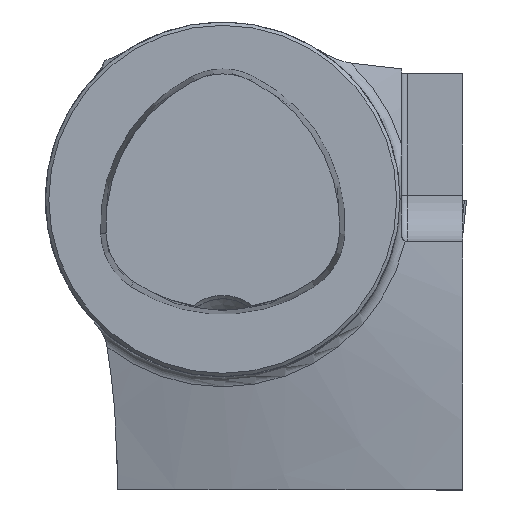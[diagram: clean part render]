
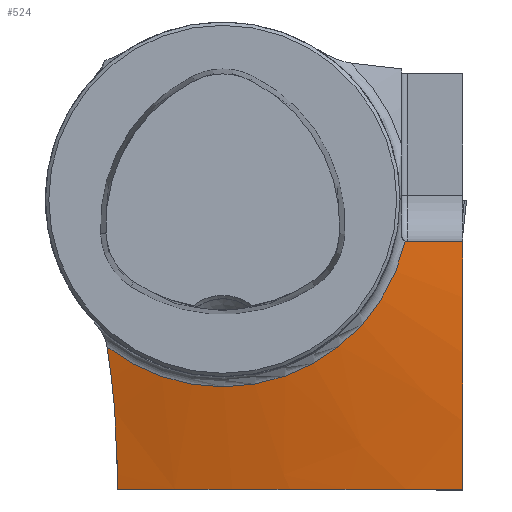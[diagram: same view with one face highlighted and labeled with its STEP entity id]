
A CAD part, top view. The second image highlights one B-rep face of the part: STEP entity #524.
In plain terms, the highlighted conical face has half-angle 75 degrees and reference radius 16 mm.
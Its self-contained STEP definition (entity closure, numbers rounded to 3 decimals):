
#146=CONICAL_SURFACE('',#1914,16.,75.);
#524=ADVANCED_FACE('FP_RR_SU1',(#624),#146,.T.);
#624=FACE_OUTER_BOUND('',#718,.T.);
#718=EDGE_LOOP('',(#902,#903,#904,#905,#906,#907,#908));
#823=B_SPLINE_CURVE_WITH_KNOTS('',3,(#2592,#2593,#2594,#2595),
 .UNSPECIFIED.,.F.,.F.,(4,4),(0.,1.),.UNSPECIFIED.);
#824=B_SPLINE_CURVE_WITH_KNOTS('',3,(#2628,#2629,#2630,#2631),
 .UNSPECIFIED.,.F.,.F.,(4,4),(0.,1.),.UNSPECIFIED.);
#825=B_SPLINE_CURVE_WITH_KNOTS('',3,(#2634,#2635,#2636,#2637,#2638,#2639),
 .UNSPECIFIED.,.F.,.F.,(4,2,4),(0.,0.5,1.),.UNSPECIFIED.);
#826=B_SPLINE_CURVE_WITH_KNOTS('',3,(#2640,#2641,#2642,#2643),
 .UNSPECIFIED.,.F.,.F.,(4,4),(0.,1.),.UNSPECIFIED.);
#827=B_SPLINE_CURVE_WITH_KNOTS('',3,(#2645,#2646,#2647,#2648),
 .UNSPECIFIED.,.F.,.F.,(4,4),(0.,1.),.UNSPECIFIED.);
#828=B_SPLINE_CURVE_WITH_KNOTS('',3,(#2649,#2650,#2651,#2652),
 .UNSPECIFIED.,.F.,.F.,(4,4),(0.,1.),.UNSPECIFIED.);
#902=ORIENTED_EDGE('',*,*,#1581,.F.);
#903=ORIENTED_EDGE('',*,*,#1582,.T.);
#904=ORIENTED_EDGE('',*,*,#1565,.T.);
#905=ORIENTED_EDGE('',*,*,#1583,.T.);
#906=ORIENTED_EDGE('',*,*,#1584,.F.);
#907=ORIENTED_EDGE('',*,*,#1553,.T.);
#908=ORIENTED_EDGE('',*,*,#1585,.F.);
#1384=VERTEX_POINT('',#2544);
#1385=VERTEX_POINT('',#2546);
#1396=VERTEX_POINT('',#2596);
#1397=VERTEX_POINT('',#2597);
#1412=VERTEX_POINT('',#2632);
#1413=VERTEX_POINT('',#2633);
#1414=VERTEX_POINT('',#2644);
#1553=EDGE_CURVE('',#1385,#1384,#1807,.T.);
#1565=EDGE_CURVE('',#1396,#1397,#823,.T.);
#1581=EDGE_CURVE('',#1412,#1413,#824,.T.);
#1582=EDGE_CURVE('',#1412,#1396,#825,.T.);
#1583=EDGE_CURVE('',#1397,#1414,#826,.T.);
#1584=EDGE_CURVE('',#1385,#1414,#827,.T.);
#1585=EDGE_CURVE('',#1413,#1384,#828,.T.);
#1807=CIRCLE('',#1908,16.889);
#1908=AXIS2_PLACEMENT_3D('',#2545,#2070,#2071);
#1914=AXIS2_PLACEMENT_3D('',#2653,#2103,#2104);
#2070=DIRECTION('',(0.,0.,-1.));
#2071=DIRECTION('',(1.,0.,0.));
#2103=DIRECTION('',(0.,0.,-1.));
#2104=DIRECTION('',(-1.,0.,0.));
#2544=CARTESIAN_POINT('',(-10.446,-13.271,-16.438));
#2545=CARTESIAN_POINT('',(0.,0.,-16.438));
#2546=CARTESIAN_POINT('',(16.465,-3.764,-16.438));
#2592=CARTESIAN_POINT('',(21.675,-26.127,-21.009));
#2593=CARTESIAN_POINT('',(21.675,-18.748,-19.487));
#2594=CARTESIAN_POINT('',(21.675,-11.342,-18.158));
#2595=CARTESIAN_POINT('',(21.675,-3.8,-17.809));
#2596=CARTESIAN_POINT('',(21.675,-26.127,-21.009));
#2597=CARTESIAN_POINT('',(21.675,-3.8,-17.809));
#2628=CARTESIAN_POINT('',(-9.5,-26.127,-19.362));
#2629=CARTESIAN_POINT('',(-9.5,-25.676,-19.248));
#2630=CARTESIAN_POINT('',(-9.5,-25.224,-19.135));
#2631=CARTESIAN_POINT('',(-9.5,-24.773,-19.022));
#2632=CARTESIAN_POINT('',(-9.5,-26.127,-19.362));
#2633=CARTESIAN_POINT('',(-9.5,-24.773,-19.022));
#2634=CARTESIAN_POINT('',(-9.5,-26.127,-19.362));
#2635=CARTESIAN_POINT('',(-4.38,-26.127,-18.893));
#2636=CARTESIAN_POINT('',(0.86,-26.127,-18.783));
#2637=CARTESIAN_POINT('',(11.313,-26.127,-19.419));
#2638=CARTESIAN_POINT('',(16.512,-26.127,-20.126));
#2639=CARTESIAN_POINT('',(21.675,-26.127,-21.009));
#2640=CARTESIAN_POINT('',(21.675,-3.8,-17.809));
#2641=CARTESIAN_POINT('',(20.,-3.8,-17.367));
#2642=CARTESIAN_POINT('',(18.326,-3.8,-16.927));
#2643=CARTESIAN_POINT('',(16.65,-3.8,-16.489));
#2644=CARTESIAN_POINT('',(16.65,-3.8,-16.489));
#2645=CARTESIAN_POINT('',(16.465,-3.764,-16.438));
#2646=CARTESIAN_POINT('',(16.523,-3.788,-16.455));
#2647=CARTESIAN_POINT('',(16.587,-3.8,-16.472));
#2648=CARTESIAN_POINT('',(16.65,-3.8,-16.489));
#2649=CARTESIAN_POINT('',(-9.5,-24.773,-19.022));
#2650=CARTESIAN_POINT('',(-9.5,-20.943,-18.064));
#2651=CARTESIAN_POINT('',(-9.847,-17.108,-17.147));
#2652=CARTESIAN_POINT('',(-10.446,-13.271,-16.438));
#2653=CARTESIAN_POINT('',(0.,0.,-16.2));
